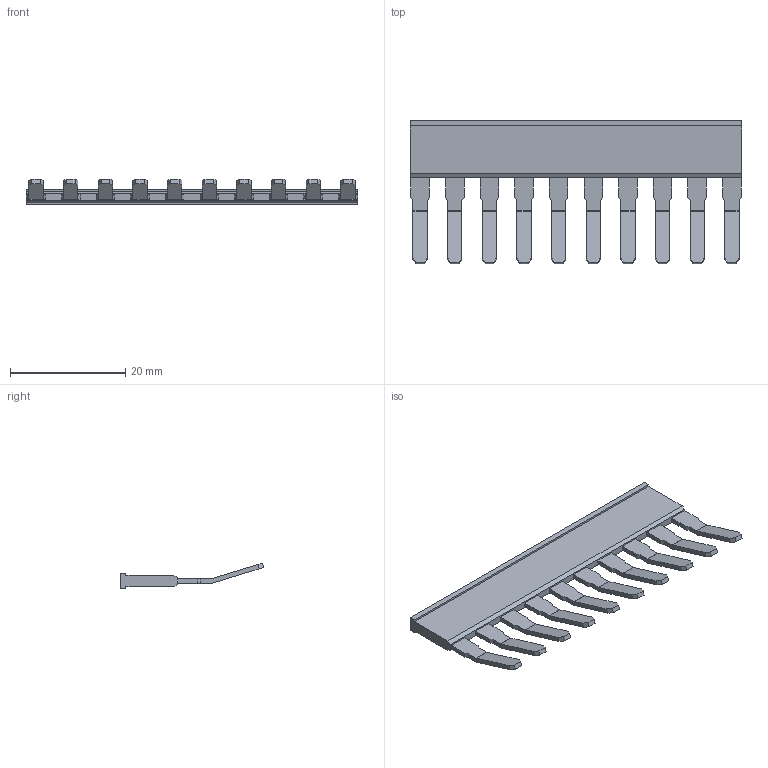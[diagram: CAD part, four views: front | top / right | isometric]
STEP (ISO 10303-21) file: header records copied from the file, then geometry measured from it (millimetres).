
FILE_DESCRIPTION (( 'STEP AP214' ), '1' );
FILE_NAME ('TKO 4_10.STP', '2013-09-24T15:36:18', ( 'gurcan' ), ( '' ), 'SwSTEP 2.0', 'SolidWorks 2013', '' );
FILE_SCHEMA (( 'AUTOMOTIVE_DESIGN' ));
Length unit declared in the file: millimetre
Products named in the file (1): TKO 4_10
Bounding box: 57.4 x 24.88 x 4.47 mm (x, y, z)
Volume: 1488.2 mm3; surface area: 2497 mm2
Topology: 1 solids, 1 shells, 162 faces, 450 edges, 300 vertices
Faces by surface type: plane 142, cylinder 20
Entity records: 6798 total; most frequent: CARTESIAN_POINT 913, ORIENTED_EDGE 900, DIRECTION 816, EDGE_CURVE 450, VECTOR 410, LINE 410, VERTEX_POINT 300, AXIS2_PLACEMENT_3D 203
